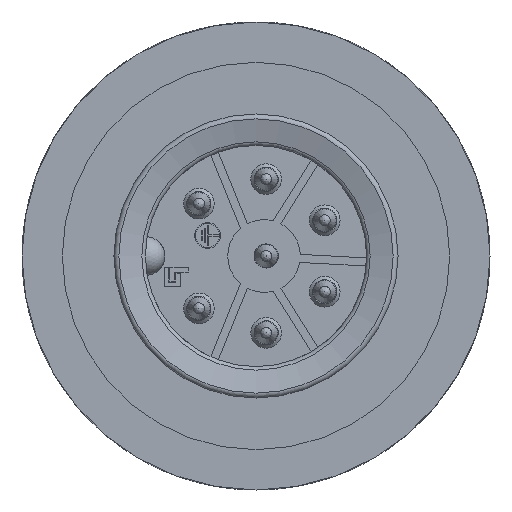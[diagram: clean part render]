
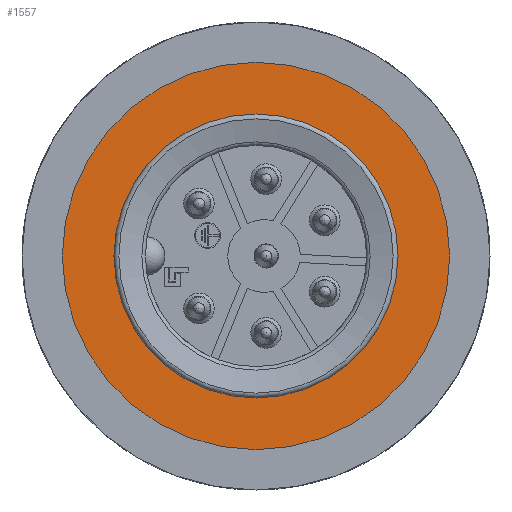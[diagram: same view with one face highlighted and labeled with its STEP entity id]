
A CAD part, front view. The second image highlights one B-rep face of the part: STEP entity #1557.
In plain terms, the highlighted planar face has unit normal (0, -1, 0).
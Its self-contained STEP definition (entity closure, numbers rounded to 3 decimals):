
#180=PLANE('',#4861);
#1557=ADVANCED_FACE('',(#1796,#1797),#180,.T.);
#1796=FACE_BOUND('',#2003,.T.);
#1797=FACE_BOUND('',#2004,.T.);
#2003=EDGE_LOOP('',(#2663));
#2004=EDGE_LOOP('',(#2664));
#2663=ORIENTED_EDGE('',*,*,#4350,.F.);
#2664=ORIENTED_EDGE('',*,*,#4351,.T.);
#3832=VERTEX_POINT('',#7304);
#3833=VERTEX_POINT('',#7306);
#4350=EDGE_CURVE('',#3832,#3832,#4685,.T.);
#4351=EDGE_CURVE('',#3833,#3833,#4686,.T.);
#4685=CIRCLE('',#4859,8.8);
#4686=CIRCLE('',#4860,12.);
#4859=AXIS2_PLACEMENT_3D('',#7303,#5484,#5485);
#4860=AXIS2_PLACEMENT_3D('',#7305,#5486,#5487);
#4861=AXIS2_PLACEMENT_3D('',#7307,#5488,#5489);
#5484=DIRECTION('',(0.,-1.,0.));
#5485=DIRECTION('',(0.,0.,-1.));
#5486=DIRECTION('',(0.,-1.,0.));
#5487=DIRECTION('',(-1.,0.,0.));
#5488=DIRECTION('',(0.,-1.,0.));
#5489=DIRECTION('',(-1.,0.,0.));
#7303=CARTESIAN_POINT('',(0.,-12.4,0.));
#7304=CARTESIAN_POINT('',(0.,-12.4,-8.8));
#7305=CARTESIAN_POINT('',(0.,-12.4,0.));
#7306=CARTESIAN_POINT('',(-12.,-12.4,0.));
#7307=CARTESIAN_POINT('',(0.,-12.4,0.));
